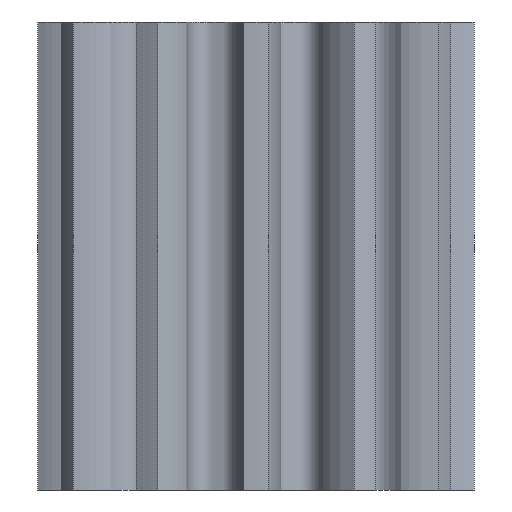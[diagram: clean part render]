
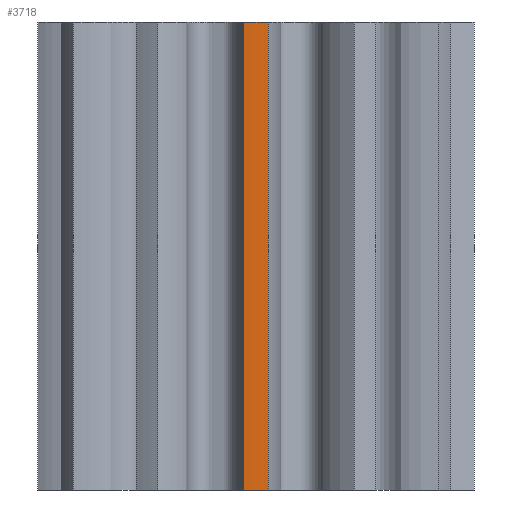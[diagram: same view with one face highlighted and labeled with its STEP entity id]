
A CAD part, left-side view. The second image highlights one B-rep face of the part: STEP entity #3718.
In plain terms, the highlighted cylindrical face has radius 8.89 mm (diameter 17.78 mm), a partial arc.
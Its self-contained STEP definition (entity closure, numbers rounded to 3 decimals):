
#72 = AXIS2_PLACEMENT_3D ( 'NONE', #2657, #2993, #2598 ) ;
#182 = CIRCLE ( 'NONE', #4120, 8.89 ) ;
#247 = ORIENTED_EDGE ( 'NONE', *, *, #1807, .F. ) ;
#535 = VERTEX_POINT ( 'NONE', #3555 ) ;
#543 = LINE ( 'NONE', #4730, #3433 ) ;
#777 = ORIENTED_EDGE ( 'NONE', *, *, #2748, .T. ) ;
#1068 = VERTEX_POINT ( 'NONE', #3877 ) ;
#1183 = CARTESIAN_POINT ( 'NONE',  ( 0., 0., -9.525 ) ) ;
#1281 = LINE ( 'NONE', #3466, #3250 ) ;
#1430 = DIRECTION ( 'NONE',  ( 0., 0., 1. ) ) ;
#1461 = CYLINDRICAL_SURFACE ( 'NONE', #72, 8.89 ) ;
#1574 = DIRECTION ( 'NONE',  ( 1., 0., 0. ) ) ;
#1751 = ORIENTED_EDGE ( 'NONE', *, *, #4077, .T. ) ;
#1807 = EDGE_CURVE ( 'NONE', #4309, #3804, #543, .T. ) ;
#1815 = CARTESIAN_POINT ( 'NONE',  ( -8.876, 0.498, 9.525 ) ) ;
#1918 = AXIS2_PLACEMENT_3D ( 'NONE', #3778, #1430, #4182 ) ;
#2143 = EDGE_LOOP ( 'NONE', ( #4778, #247, #1751, #777 ) ) ;
#2598 = DIRECTION ( 'NONE',  ( 1., 0., 0. ) ) ;
#2657 = CARTESIAN_POINT ( 'NONE',  ( 0., 0., 0. ) ) ;
#2748 = EDGE_CURVE ( 'NONE', #535, #1068, #1281, .T. ) ;
#2993 = DIRECTION ( 'NONE',  ( 0., 0., 1. ) ) ;
#3067 = CIRCLE ( 'NONE', #1918, 8.89 ) ;
#3250 = VECTOR ( 'NONE', #3862, 1000. ) ;
#3433 = VECTOR ( 'NONE', #4342, 1000. ) ;
#3466 = CARTESIAN_POINT ( 'NONE',  ( -8.876, -0.498, -9.525 ) ) ;
#3555 = CARTESIAN_POINT ( 'NONE',  ( -8.876, -0.498, -9.525 ) ) ;
#3718 = ADVANCED_FACE ( 'NONE', ( #4591 ), #1461, .T. ) ;
#3778 = CARTESIAN_POINT ( 'NONE',  ( 0., 0., 9.525 ) ) ;
#3804 = VERTEX_POINT ( 'NONE', #1815 ) ;
#3862 = DIRECTION ( 'NONE',  ( 0., 0., 1. ) ) ;
#3877 = CARTESIAN_POINT ( 'NONE',  ( -8.876, -0.498, 9.525 ) ) ;
#3927 = DIRECTION ( 'NONE',  ( 0., 0., 1. ) ) ;
#4077 = EDGE_CURVE ( 'NONE', #4309, #535, #182, .T. ) ;
#4120 = AXIS2_PLACEMENT_3D ( 'NONE', #1183, #3927, #1574 ) ;
#4182 = DIRECTION ( 'NONE',  ( 1., 0., 0. ) ) ;
#4309 = VERTEX_POINT ( 'NONE', #4356 ) ;
#4342 = DIRECTION ( 'NONE',  ( 0., 0., 1. ) ) ;
#4356 = CARTESIAN_POINT ( 'NONE',  ( -8.876, 0.498, -9.525 ) ) ;
#4410 = EDGE_CURVE ( 'NONE', #3804, #1068, #3067, .T. ) ;
#4591 = FACE_OUTER_BOUND ( 'NONE', #2143, .T. ) ;
#4730 = CARTESIAN_POINT ( 'NONE',  ( -8.876, 0.498, -9.525 ) ) ;
#4778 = ORIENTED_EDGE ( 'NONE', *, *, #4410, .F. ) ;
